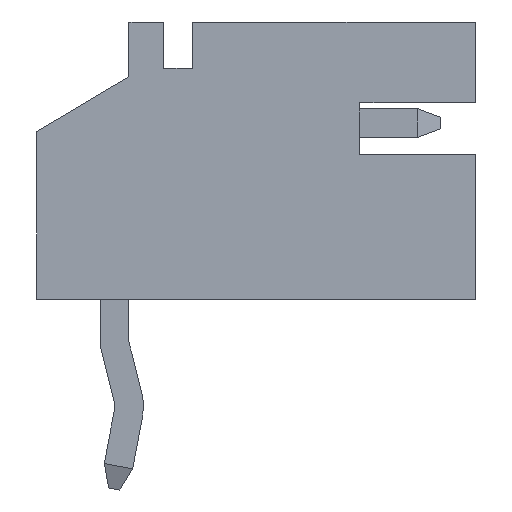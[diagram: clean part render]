
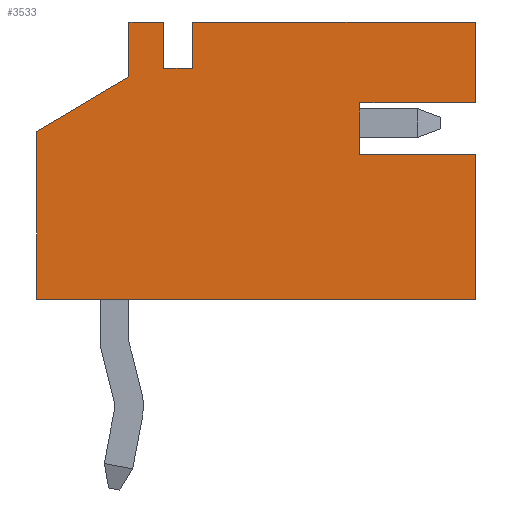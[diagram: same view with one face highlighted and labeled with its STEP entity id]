
A CAD part, left-side view. The second image highlights one B-rep face of the part: STEP entity #3533.
In plain terms, the highlighted face is planar.
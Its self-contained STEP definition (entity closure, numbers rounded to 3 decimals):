
#573=ORIENTED_EDGE('',*,*,#1043,.F.);
#574=ORIENTED_EDGE('',*,*,#1041,.F.);
#575=ORIENTED_EDGE('',*,*,#995,.F.);
#576=ORIENTED_EDGE('',*,*,#1083,.F.);
#577=ORIENTED_EDGE('',*,*,#1094,.T.);
#578=ORIENTED_EDGE('',*,*,#1095,.T.);
#579=ORIENTED_EDGE('',*,*,#1036,.T.);
#580=ORIENTED_EDGE('',*,*,#938,.F.);
#581=ORIENTED_EDGE('',*,*,#934,.F.);
#582=ORIENTED_EDGE('',*,*,#1050,.F.);
#583=ORIENTED_EDGE('',*,*,#1052,.F.);
#584=ORIENTED_EDGE('',*,*,#1090,.F.);
#585=ORIENTED_EDGE('',*,*,#1087,.F.);
#586=ORIENTED_EDGE('',*,*,#1049,.F.);
#934=EDGE_CURVE('',#1262,#1255,#1506,.T.);
#938=EDGE_CURVE('',#1255,#1265,#1510,.T.);
#995=EDGE_CURVE('',#1315,#1316,#1567,.T.);
#1036=EDGE_CURVE('',#1336,#1265,#1608,.T.);
#1041=EDGE_CURVE('',#1316,#1340,#1613,.T.);
#1043=EDGE_CURVE('',#1340,#1341,#1615,.T.);
#1049=EDGE_CURVE('',#1341,#1344,#1621,.T.);
#1050=EDGE_CURVE('',#1346,#1262,#1622,.T.);
#1052=EDGE_CURVE('',#1347,#1346,#1624,.T.);
#1083=EDGE_CURVE('',#1365,#1315,#1655,.T.);
#1087=EDGE_CURVE('',#1344,#1368,#1659,.T.);
#1090=EDGE_CURVE('',#1368,#1347,#1662,.T.);
#1094=EDGE_CURVE('',#1365,#1370,#1666,.T.);
#1095=EDGE_CURVE('',#1370,#1336,#1667,.T.);
#1255=VERTEX_POINT('',#4678);
#1262=VERTEX_POINT('',#4691);
#1265=VERTEX_POINT('',#4700);
#1315=VERTEX_POINT('',#4815);
#1316=VERTEX_POINT('',#4817);
#1336=VERTEX_POINT('',#4895);
#1340=VERTEX_POINT('',#4905);
#1341=VERTEX_POINT('',#4909);
#1344=VERTEX_POINT('',#4916);
#1346=VERTEX_POINT('',#4923);
#1347=VERTEX_POINT('',#4927);
#1365=VERTEX_POINT('',#4988);
#1368=VERTEX_POINT('',#4997);
#1370=VERTEX_POINT('',#5010);
#1506=LINE('',#4692,#1840);
#1510=LINE('',#4699,#1844);
#1567=LINE('',#4816,#1901);
#1608=LINE('',#4894,#1942);
#1613=LINE('',#4904,#1947);
#1615=LINE('',#4908,#1949);
#1621=LINE('',#4920,#1955);
#1622=LINE('',#4922,#1956);
#1624=LINE('',#4926,#1958);
#1655=LINE('',#4989,#1989);
#1659=LINE('',#4996,#1993);
#1662=LINE('',#5001,#1996);
#1666=LINE('',#5009,#2000);
#1667=LINE('',#5011,#2001);
#1840=VECTOR('',#4003,1000.);
#1844=VECTOR('',#4009,1000.);
#1901=VECTOR('',#4084,1000.);
#1942=VECTOR('',#4159,1000.);
#1947=VECTOR('',#4166,1000.);
#1949=VECTOR('',#4170,1000.);
#1955=VECTOR('',#4178,1000.);
#1956=VECTOR('',#4181,1000.);
#1958=VECTOR('',#4185,1000.);
#1989=VECTOR('',#4242,1000.);
#1993=VECTOR('',#4248,1000.);
#1996=VECTOR('',#4253,1000.);
#2000=VECTOR('',#4263,1000.);
#2001=VECTOR('',#4264,1000.);
#2175=EDGE_LOOP('',(#573,#574,#575,#576,#577,#578,#579,#580,#581,#582,#583,
#584,#585,#586));
#2317=FACE_BOUND('',#2175,.T.);
#2444=PLANE('',#3708);
#3533=ADVANCED_FACE('',(#2317),#2444,.F.);
#3708=AXIS2_PLACEMENT_3D('',#5008,#4261,#4262);
#4003=DIRECTION('',(0.,-1.,0.));
#4009=DIRECTION('',(0.,0.,1.));
#4084=DIRECTION('',(0.,1.,0.));
#4159=DIRECTION('',(0.,-1.,0.));
#4166=DIRECTION('',(0.,0.,-1.));
#4170=DIRECTION('',(0.,1.,0.));
#4178=DIRECTION('',(0.,0.,1.));
#4181=DIRECTION('',(0.,-0.511,0.86));
#4185=DIRECTION('',(0.,-1.,0.));
#4242=DIRECTION('',(0.,0.,1.));
#4248=DIRECTION('',(0.,1.,0.));
#4253=DIRECTION('',(0.,0.,-1.));
#4261=DIRECTION('',(-1.,0.,0.));
#4262=DIRECTION('',(0.,0.,1.));
#4263=DIRECTION('',(0.,1.,0.));
#4264=DIRECTION('',(0.,0.,-1.));
#4678=CARTESIAN_POINT('',(3.,-2.4,-3.));
#4691=CARTESIAN_POINT('',(3.,-1.45,-3.));
#4692=CARTESIAN_POINT('',(3.,2.4,-3.));
#4699=CARTESIAN_POINT('',(3.,-2.4,-3.));
#4700=CARTESIAN_POINT('',(3.,-2.4,-2.4));
#4815=CARTESIAN_POINT('',(3.,-2.4,3.));
#4816=CARTESIAN_POINT('',(3.,-2.4,3.));
#4817=CARTESIAN_POINT('',(3.,-1.,3.));
#4894=CARTESIAN_POINT('',(3.,-1.6,-2.4));
#4895=CARTESIAN_POINT('',(3.,-1.6,-2.4));
#4904=CARTESIAN_POINT('',(3.,-1.,3.));
#4905=CARTESIAN_POINT('',(3.,-1.,1.));
#4908=CARTESIAN_POINT('',(3.,-1.,1.));
#4909=CARTESIAN_POINT('',(3.,-0.1,1.));
#4916=CARTESIAN_POINT('',(3.,-0.1,3.));
#4920=CARTESIAN_POINT('',(3.,-0.1,1.));
#4922=CARTESIAN_POINT('',(3.,-0.5,-4.6));
#4923=CARTESIAN_POINT('',(3.,-0.5,-4.6));
#4926=CARTESIAN_POINT('',(3.,2.4,-4.6));
#4927=CARTESIAN_POINT('',(3.,2.4,-4.6));
#4988=CARTESIAN_POINT('',(3.,-2.4,-1.9));
#4989=CARTESIAN_POINT('',(3.,-2.4,-3.));
#4996=CARTESIAN_POINT('',(3.,-2.4,3.));
#4997=CARTESIAN_POINT('',(3.,2.4,3.));
#5001=CARTESIAN_POINT('',(3.,2.4,3.));
#5008=CARTESIAN_POINT('',(3.,0.,0.));
#5009=CARTESIAN_POINT('',(3.,-2.4,-1.9));
#5010=CARTESIAN_POINT('',(3.,-1.6,-1.9));
#5011=CARTESIAN_POINT('',(3.,-1.6,-1.9));
